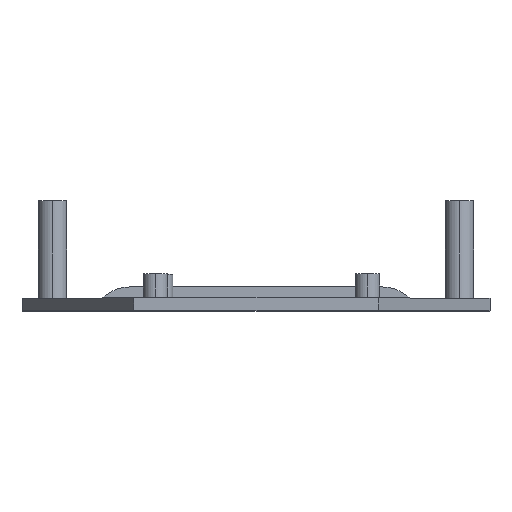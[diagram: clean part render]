
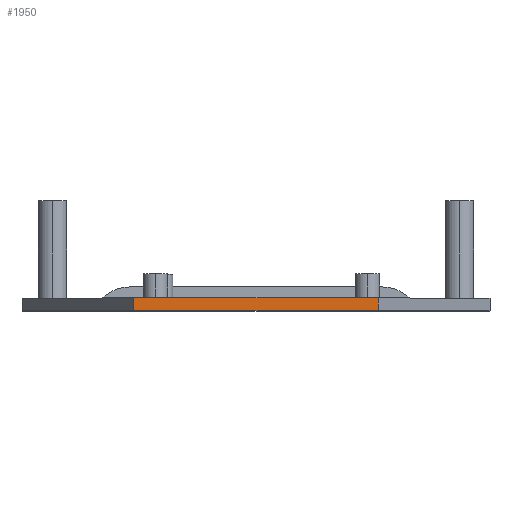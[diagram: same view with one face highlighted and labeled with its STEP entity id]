
A CAD part, top view. The second image highlights one B-rep face of the part: STEP entity #1950.
In plain terms, the highlighted planar face has unit normal (0, 0, 1).
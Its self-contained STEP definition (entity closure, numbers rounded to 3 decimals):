
#6 = CARTESIAN_POINT ( 'NONE',  ( -27.5, 3., 175. ) ) ;
#41 = EDGE_CURVE ( 'NONE', #2066, #1403, #1365, .T. ) ;
#104 = DIRECTION ( 'NONE',  ( 0., -1., 0. ) ) ;
#243 = VECTOR ( 'NONE', #1926, 1000. ) ;
#303 = CARTESIAN_POINT ( 'NONE',  ( -87.5, 3., 175. ) ) ;
#335 = EDGE_CURVE ( 'NONE', #387, #772, #3112, .T. ) ;
#387 = VERTEX_POINT ( 'NONE', #1272 ) ;
#419 = DIRECTION ( 'NONE',  ( 0., 0., -1. ) ) ;
#468 = ORIENTED_EDGE ( 'NONE', *, *, #335, .F. ) ;
#546 = VECTOR ( 'NONE', #3168, 1000. ) ;
#667 = CARTESIAN_POINT ( 'NONE',  ( -27.5, 0., 175. ) ) ;
#719 = PLANE ( 'NONE',  #2014 ) ;
#735 = FACE_OUTER_BOUND ( 'NONE', #1886, .T. ) ;
#772 = VERTEX_POINT ( 'NONE', #667 ) ;
#1269 = ORIENTED_EDGE ( 'NONE', *, *, #2599, .F. ) ;
#1272 = CARTESIAN_POINT ( 'NONE',  ( -27.5, 3., 175. ) ) ;
#1365 = LINE ( 'NONE', #2173, #2828 ) ;
#1401 = CARTESIAN_POINT ( 'NONE',  ( -87.5, 3., 175. ) ) ;
#1403 = VERTEX_POINT ( 'NONE', #2427 ) ;
#1444 = LINE ( 'NONE', #1461, #2169 ) ;
#1461 = CARTESIAN_POINT ( 'NONE',  ( -87.5, 0., 175. ) ) ;
#1617 = LINE ( 'NONE', #1401, #243 ) ;
#1886 = EDGE_LOOP ( 'NONE', ( #3347, #468, #1269, #2952 ) ) ;
#1926 = DIRECTION ( 'NONE',  ( 1., 0., 0. ) ) ;
#1950 = ADVANCED_FACE ( 'NONE', ( #735 ), #719, .F. ) ;
#2014 = AXIS2_PLACEMENT_3D ( 'NONE', #3390, #419, #2767 ) ;
#2066 = VERTEX_POINT ( 'NONE', #303 ) ;
#2169 = VECTOR ( 'NONE', #2529, 1000. ) ;
#2173 = CARTESIAN_POINT ( 'NONE',  ( -87.5, 3., 175. ) ) ;
#2427 = CARTESIAN_POINT ( 'NONE',  ( -87.5, 0., 175. ) ) ;
#2529 = DIRECTION ( 'NONE',  ( 1., 0., 0. ) ) ;
#2599 = EDGE_CURVE ( 'NONE', #2066, #387, #1617, .T. ) ;
#2767 = DIRECTION ( 'NONE',  ( -1., 0., 0. ) ) ;
#2828 = VECTOR ( 'NONE', #104, 1000. ) ;
#2952 = ORIENTED_EDGE ( 'NONE', *, *, #41, .T. ) ;
#2968 = EDGE_CURVE ( 'NONE', #1403, #772, #1444, .T. ) ;
#3112 = LINE ( 'NONE', #6, #546 ) ;
#3168 = DIRECTION ( 'NONE',  ( 0., -1., 0. ) ) ;
#3347 = ORIENTED_EDGE ( 'NONE', *, *, #2968, .T. ) ;
#3390 = CARTESIAN_POINT ( 'NONE',  ( -87.5, 3., 175. ) ) ;
